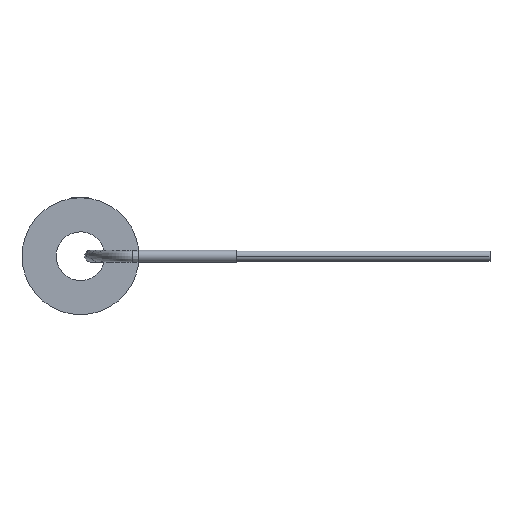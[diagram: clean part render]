
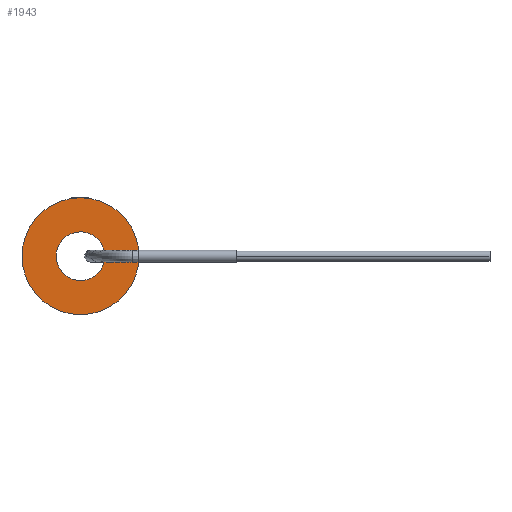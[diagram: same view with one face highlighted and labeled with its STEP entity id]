
A CAD part, left-side view. The second image highlights one B-rep face of the part: STEP entity #1943.
In plain terms, the highlighted planar face has unit normal (-1, 0, 0).
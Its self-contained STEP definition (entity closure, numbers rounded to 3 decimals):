
#54 = CARTESIAN_POINT ( 'NONE',  ( 0., -0.7, -0.15 ) ) ;
#208 = CARTESIAN_POINT ( 'NONE',  ( 0., 0., 0. ) ) ;
#321 = CARTESIAN_POINT ( 'NONE',  ( 0., -0.658, 0.15 ) ) ;
#372 = CARTESIAN_POINT ( 'NONE',  ( 0., -0.641, -0.149 ) ) ;
#454 = DIRECTION ( 'NONE',  ( 0., 0., -1. ) ) ;
#617 = CARTESIAN_POINT ( 'NONE',  ( 0., -0.742, 0.136 ) ) ;
#634 = VERTEX_POINT ( 'NONE', #5024 ) ;
#732 = ORIENTED_EDGE ( 'NONE', *, *, #3271, .T. ) ;
#787 = EDGE_CURVE ( 'NONE', #634, #3826, #1549, .T. ) ;
#924 = ORIENTED_EDGE ( 'NONE', *, *, #787, .T. ) ;
#928 = ORIENTED_EDGE ( 'NONE', *, *, #4176, .T. ) ;
#955 = CARTESIAN_POINT ( 'NONE',  ( 0., -0.625, -0.147 ) ) ;
#985 = PLANE ( 'NONE',  #5632 ) ;
#1022 = VERTEX_POINT ( 'NONE', #3452 ) ;
#1077 = CARTESIAN_POINT ( 'NONE',  ( 0., -0.742, -0.136 ) ) ;
#1148 = CARTESIAN_POINT ( 'NONE',  ( 0., -0.658, 0.15 ) ) ;
#1234 = VERTEX_POINT ( 'NONE', #2169 ) ;
#1299 = ORIENTED_EDGE ( 'NONE', *, *, #4050, .T. ) ;
#1431 = CARTESIAN_POINT ( 'NONE',  ( 0., -0.658, -0.15 ) ) ;
#1439 = CIRCLE ( 'NONE', #2326, 0.625 ) ;
#1497 = ORIENTED_EDGE ( 'NONE', *, *, #1753, .T. ) ;
#1499 = CIRCLE ( 'NONE', #2879, 1.5 ) ;
#1549 = B_SPLINE_CURVE_WITH_KNOTS ( 'NONE', 3,
 ( #2858, #6317, #1853, #3318, #3810, #321 ),
 .UNSPECIFIED., .F., .F.,
 ( 4, 2, 4 ),
 ( 0.001, 0.001, 0.001 ),
 .UNSPECIFIED. ) ;
#1706 = DIRECTION ( 'NONE',  ( 1., 0., 0. ) ) ;
#1753 = EDGE_CURVE ( 'NONE', #1234, #5808, #1439, .T. ) ;
#1853 = CARTESIAN_POINT ( 'NONE',  ( 0., -0.625, 0.147 ) ) ;
#1943 = ADVANCED_FACE ( 'NONE', ( #2921, #4377 ), #985, .F. ) ;
#2004 = CARTESIAN_POINT ( 'NONE',  ( 0., -0.616, -0.146 ) ) ;
#2111 = CARTESIAN_POINT ( 'NONE',  ( 0., -0.806, -0.082 ) ) ;
#2120 = DIRECTION ( 'NONE',  ( 1., 0., 0. ) ) ;
#2146 = ORIENTED_EDGE ( 'NONE', *, *, #5687, .F. ) ;
#2169 = CARTESIAN_POINT ( 'NONE',  ( 0., -0.608, -0.143 ) ) ;
#2292 = DIRECTION ( 'NONE',  ( 1., 0., 0. ) ) ;
#2307 = EDGE_LOOP ( 'NONE', ( #5495, #2146 ) ) ;
#2326 = AXIS2_PLACEMENT_3D ( 'NONE', #5169, #1706, #5599 ) ;
#2386 = DIRECTION ( 'NONE',  ( 1., 0., 0. ) ) ;
#2451 = B_SPLINE_CURVE_WITH_KNOTS ( 'NONE', 3,
 ( #1148, #5471, #617, #6012, #4598, #3050, #2111, #1077, #54, #4534 ),
 .UNSPECIFIED., .F., .F.,
 ( 4, 2, 2, 2, 4 ),
 ( 0., 0., 0., 0., 0.001 ),
 .UNSPECIFIED. ) ;
#2481 = CARTESIAN_POINT ( 'NONE',  ( 0., 0., 0. ) ) ;
#2682 = EDGE_LOOP ( 'NONE', ( #1497, #1299, #732, #924, #928, #4859 ) ) ;
#2858 = CARTESIAN_POINT ( 'NONE',  ( 0., -0.608, 0.143 ) ) ;
#2879 = AXIS2_PLACEMENT_3D ( 'NONE', #208, #2292, #4226 ) ;
#2913 = DIRECTION ( 'NONE',  ( 1., 0., 0. ) ) ;
#2921 = FACE_OUTER_BOUND ( 'NONE', #2307, .T. ) ;
#3017 = VERTEX_POINT ( 'NONE', #5171 ) ;
#3050 = CARTESIAN_POINT ( 'NONE',  ( 0., -0.828, -0.041 ) ) ;
#3271 = EDGE_CURVE ( 'NONE', #6031, #634, #4448, .T. ) ;
#3276 = VERTEX_POINT ( 'NONE', #3774 ) ;
#3306 = EDGE_CURVE ( 'NONE', #1022, #1234, #3619, .T. ) ;
#3318 = CARTESIAN_POINT ( 'NONE',  ( 0., -0.641, 0.149 ) ) ;
#3447 = DIRECTION ( 'NONE',  ( 1., 0., 0. ) ) ;
#3452 = CARTESIAN_POINT ( 'NONE',  ( 0., -0.658, -0.15 ) ) ;
#3619 = B_SPLINE_CURVE_WITH_KNOTS ( 'NONE', 3,
 ( #1431, #4345, #372, #955, #2004, #4411 ),
 .UNSPECIFIED., .F., .F.,
 ( 4, 2, 4 ),
 ( 0.001, 0.001, 0.001 ),
 .UNSPECIFIED. ) ;
#3690 = CARTESIAN_POINT ( 'NONE',  ( 0., -0.658, 0.15 ) ) ;
#3774 = CARTESIAN_POINT ( 'NONE',  ( 0., 0., 1.5 ) ) ;
#3810 = CARTESIAN_POINT ( 'NONE',  ( 0., -0.649, 0.15 ) ) ;
#3826 = VERTEX_POINT ( 'NONE', #3690 ) ;
#3863 = CARTESIAN_POINT ( 'NONE',  ( 0., 0., 0.625 ) ) ;
#4026 = CARTESIAN_POINT ( 'NONE',  ( 0., 0., -0.625 ) ) ;
#4050 = EDGE_CURVE ( 'NONE', #5808, #6031, #6125, .T. ) ;
#4176 = EDGE_CURVE ( 'NONE', #3826, #1022, #2451, .T. ) ;
#4226 = DIRECTION ( 'NONE',  ( 0., 0., -1. ) ) ;
#4343 = DIRECTION ( 'NONE',  ( 0., 0., -1. ) ) ;
#4345 = CARTESIAN_POINT ( 'NONE',  ( 0., -0.649, -0.15 ) ) ;
#4377 = FACE_BOUND ( 'NONE', #2682, .T. ) ;
#4411 = CARTESIAN_POINT ( 'NONE',  ( 0., -0.608, -0.143 ) ) ;
#4448 = CIRCLE ( 'NONE', #5149, 0.625 ) ;
#4534 = CARTESIAN_POINT ( 'NONE',  ( 0., -0.658, -0.15 ) ) ;
#4598 = CARTESIAN_POINT ( 'NONE',  ( 0., -0.828, 0.042 ) ) ;
#4810 = CARTESIAN_POINT ( 'NONE',  ( 0., 0., 0. ) ) ;
#4859 = ORIENTED_EDGE ( 'NONE', *, *, #3306, .T. ) ;
#4895 = DIRECTION ( 'NONE',  ( 0., 0., -1. ) ) ;
#5024 = CARTESIAN_POINT ( 'NONE',  ( 0., -0.608, 0.143 ) ) ;
#5149 = AXIS2_PLACEMENT_3D ( 'NONE', #5885, #2913, #4895 ) ;
#5169 = CARTESIAN_POINT ( 'NONE',  ( 0., 0., 0. ) ) ;
#5171 = CARTESIAN_POINT ( 'NONE',  ( 0., 0., -1.5 ) ) ;
#5471 = CARTESIAN_POINT ( 'NONE',  ( 0., -0.7, 0.15 ) ) ;
#5495 = ORIENTED_EDGE ( 'NONE', *, *, #5928, .F. ) ;
#5529 = CARTESIAN_POINT ( 'NONE',  ( 0., 0., 0. ) ) ;
#5599 = DIRECTION ( 'NONE',  ( 0., 0., -1. ) ) ;
#5632 = AXIS2_PLACEMENT_3D ( 'NONE', #2481, #3447, #454 ) ;
#5687 = EDGE_CURVE ( 'NONE', #3017, #3276, #6229, .T. ) ;
#5808 = VERTEX_POINT ( 'NONE', #4026 ) ;
#5885 = CARTESIAN_POINT ( 'NONE',  ( 0., 0., 0. ) ) ;
#5928 = EDGE_CURVE ( 'NONE', #3276, #3017, #1499, .T. ) ;
#6012 = CARTESIAN_POINT ( 'NONE',  ( 0., -0.806, 0.083 ) ) ;
#6025 = DIRECTION ( 'NONE',  ( 0., 0., -1. ) ) ;
#6031 = VERTEX_POINT ( 'NONE', #3863 ) ;
#6125 = CIRCLE ( 'NONE', #6273, 0.625 ) ;
#6215 = AXIS2_PLACEMENT_3D ( 'NONE', #5529, #2120, #6025 ) ;
#6229 = CIRCLE ( 'NONE', #6215, 1.5 ) ;
#6273 = AXIS2_PLACEMENT_3D ( 'NONE', #4810, #2386, #4343 ) ;
#6317 = CARTESIAN_POINT ( 'NONE',  ( 0., -0.616, 0.146 ) ) ;
